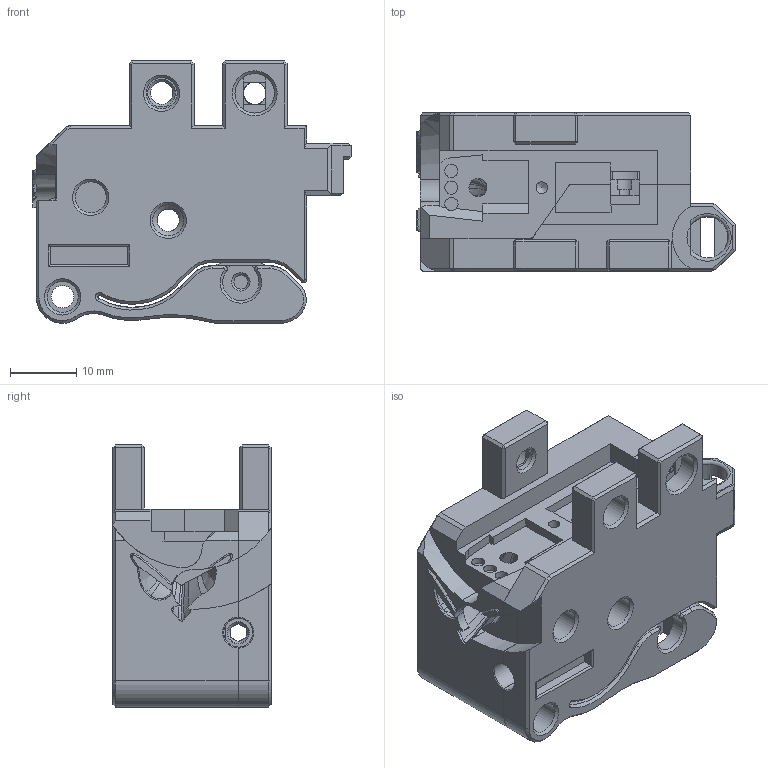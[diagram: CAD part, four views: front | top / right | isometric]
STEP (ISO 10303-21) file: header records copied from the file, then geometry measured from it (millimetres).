
FILE_DESCRIPTION(/* description */ (''),/* implementation_level */ '2;1');
FILE_NAME(/* name */ 'BinkyxFilamentCutter.step',/* time_stamp */ '2023-09-29T23:48:37+02:00',/* author */ (''),/* organization */ (''),/* preprocessor_version */ 'ST-DEVELOPER v20',/* originating_system */ 'Autodesk Translation Framework v12.14.0.127',/* authorisation */ '');
FILE_SCHEMA (('AUTOMOTIVE_DESIGN { 1 0 10303 214 3 1 1 }'));
Length unit declared in the file: millimetre
Products named in the file (3): Binkyv2; Encoder_Right; Encoder_Left
Assembly tree (2 placements, depth 2):
  Binkyv2
    Encoder_Right
    Encoder_Left
Bounding box: 48.21 x 24 x 39.78 mm (x, y, z)
Volume: 23559 mm3; surface area: 13014.9 mm2
Topology: 2 solids, 2 shells, 754 faces, 1968 edges, 1238 vertices
Faces by surface type: plane 419, bspline 147, cylinder 116, cone 66, torus 6
Full cylindrical faces by diameter (mm): 1.75 x1, 2 x3, 2.8 x2, 3.1 x1, 3.2 x3, 3.4 x6, 4.7 x5, 6 x4, 6.2 x1, 7.25 x1, 8.8 x1
Entity records: 25792 total; most frequent: CARTESIAN_POINT 7804, ORIENTED_EDGE 3934, DIRECTION 3378, EDGE_CURVE 1967, VERTEX_POINT 1238, LINE 1226, VECTOR 1226, AXIS2_PLACEMENT_3D 1076
